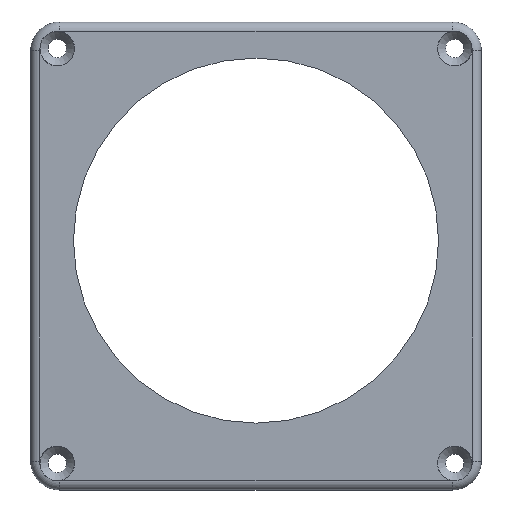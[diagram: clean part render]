
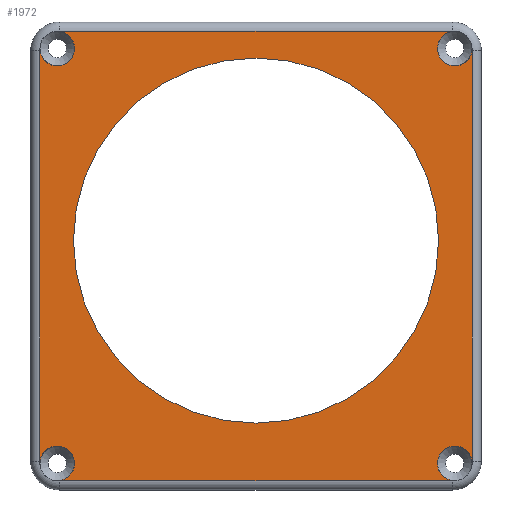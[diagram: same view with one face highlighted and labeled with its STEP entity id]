
A CAD part, top view. The second image highlights one B-rep face of the part: STEP entity #1972.
In plain terms, the highlighted planar face has unit normal (0, 0, 1).
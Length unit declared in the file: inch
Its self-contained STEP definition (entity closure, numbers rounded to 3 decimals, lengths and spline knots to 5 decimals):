
#30=FACE_BOUND('',#210,.T.);
#41=PLANE('',#2123);
#100=FACE_OUTER_BOUND('',#209,.T.);
#209=EDGE_LOOP('',(#1367,#1368,#1369,#1370,#1371,#1372,#1373,#1374,#1375,
#1376,#1377,#1378,#1379,#1380,#1381,#1382,#1383,#1384));
#210=EDGE_LOOP('',(#1385));
#314=LINE('',#2965,#495);
#315=LINE('',#2996,#496);
#317=LINE('',#3025,#498);
#319=LINE('',#3054,#500);
#495=VECTOR('',#2331,0.3937);
#496=VECTOR('',#2346,0.3937);
#498=VECTOR('',#2362,0.3937);
#500=VECTOR('',#2378,0.3937);
#674=CIRCLE('',#2084,1.58);
#677=CIRCLE('',#2089,0.17);
#680=CIRCLE('',#2092,0.17);
#682=CIRCLE('',#2096,0.17);
#685=CIRCLE('',#2099,0.17);
#687=CIRCLE('',#2103,0.17);
#690=CIRCLE('',#2106,0.17);
#692=CIRCLE('',#2110,0.17);
#694=CIRCLE('',#2112,0.17);
#697=CIRCLE('',#2120,0.15);
#699=CIRCLE('',#2122,0.15);
#700=CIRCLE('',#2124,0.15);
#701=CIRCLE('',#2125,0.15);
#702=CIRCLE('',#2126,0.15);
#703=CIRCLE('',#2127,0.15);
#794=VERTEX_POINT('',#2954);
#795=VERTEX_POINT('',#2958);
#798=VERTEX_POINT('',#2963);
#799=VERTEX_POINT('',#2967);
#801=VERTEX_POINT('',#2981);
#803=VERTEX_POINT('',#2989);
#805=VERTEX_POINT('',#2994);
#806=VERTEX_POINT('',#2999);
#807=VERTEX_POINT('',#3000);
#809=VERTEX_POINT('',#3018);
#811=VERTEX_POINT('',#3023);
#812=VERTEX_POINT('',#3028);
#813=VERTEX_POINT('',#3029);
#815=VERTEX_POINT('',#3047);
#817=VERTEX_POINT('',#3052);
#818=VERTEX_POINT('',#3057);
#820=VERTEX_POINT('',#3063);
#826=VERTEX_POINT('',#3098);
#828=VERTEX_POINT('',#3107);
#994=EDGE_CURVE('',#794,#794,#674,.T.);
#998=EDGE_CURVE('',#798,#795,#314,.T.);
#1001=EDGE_CURVE('',#801,#798,#677,.T.);
#1004=EDGE_CURVE('',#803,#799,#680,.T.);
#1006=EDGE_CURVE('',#805,#803,#315,.T.);
#1009=EDGE_CURVE('',#807,#805,#682,.T.);
#1012=EDGE_CURVE('',#809,#806,#685,.T.);
#1014=EDGE_CURVE('',#811,#809,#317,.T.);
#1017=EDGE_CURVE('',#813,#811,#687,.T.);
#1020=EDGE_CURVE('',#815,#812,#690,.T.);
#1022=EDGE_CURVE('',#817,#815,#319,.T.);
#1026=EDGE_CURVE('',#820,#817,#692,.T.);
#1028=EDGE_CURVE('',#795,#818,#694,.T.);
#1038=EDGE_CURVE('',#826,#812,#697,.T.);
#1041=EDGE_CURVE('',#813,#826,#699,.T.);
#1042=EDGE_CURVE('',#820,#818,#700,.T.);
#1043=EDGE_CURVE('',#801,#799,#701,.T.);
#1044=EDGE_CURVE('',#807,#828,#702,.T.);
#1045=EDGE_CURVE('',#828,#806,#703,.T.);
#1367=ORIENTED_EDGE('',*,*,#1012,.F.);
#1368=ORIENTED_EDGE('',*,*,#1014,.F.);
#1369=ORIENTED_EDGE('',*,*,#1017,.F.);
#1370=ORIENTED_EDGE('',*,*,#1041,.T.);
#1371=ORIENTED_EDGE('',*,*,#1038,.T.);
#1372=ORIENTED_EDGE('',*,*,#1020,.F.);
#1373=ORIENTED_EDGE('',*,*,#1022,.F.);
#1374=ORIENTED_EDGE('',*,*,#1026,.F.);
#1375=ORIENTED_EDGE('',*,*,#1042,.T.);
#1376=ORIENTED_EDGE('',*,*,#1028,.F.);
#1377=ORIENTED_EDGE('',*,*,#998,.F.);
#1378=ORIENTED_EDGE('',*,*,#1001,.F.);
#1379=ORIENTED_EDGE('',*,*,#1043,.T.);
#1380=ORIENTED_EDGE('',*,*,#1004,.F.);
#1381=ORIENTED_EDGE('',*,*,#1006,.F.);
#1382=ORIENTED_EDGE('',*,*,#1009,.F.);
#1383=ORIENTED_EDGE('',*,*,#1044,.T.);
#1384=ORIENTED_EDGE('',*,*,#1045,.T.);
#1385=ORIENTED_EDGE('',*,*,#994,.T.);
#1972=ADVANCED_FACE('',(#100,#30),#41,.T.);
#2084=AXIS2_PLACEMENT_3D('',#2956,#2322,#2323);
#2089=AXIS2_PLACEMENT_3D('',#2986,#2334,#2335);
#2092=AXIS2_PLACEMENT_3D('',#2991,#2340,#2341);
#2096=AXIS2_PLACEMENT_3D('',#3015,#2350,#2351);
#2099=AXIS2_PLACEMENT_3D('',#3020,#2356,#2357);
#2103=AXIS2_PLACEMENT_3D('',#3044,#2366,#2367);
#2106=AXIS2_PLACEMENT_3D('',#3049,#2372,#2373);
#2110=AXIS2_PLACEMENT_3D('',#3076,#2382,#2383);
#2112=AXIS2_PLACEMENT_3D('',#3078,#2386,#2387);
#2120=AXIS2_PLACEMENT_3D('',#3099,#2409,#2410);
#2122=AXIS2_PLACEMENT_3D('',#3103,#2414,#2415);
#2123=AXIS2_PLACEMENT_3D('',#3104,#2416,#2417);
#2124=AXIS2_PLACEMENT_3D('',#3105,#2418,#2419);
#2125=AXIS2_PLACEMENT_3D('',#3106,#2420,#2421);
#2126=AXIS2_PLACEMENT_3D('',#3108,#2422,#2423);
#2127=AXIS2_PLACEMENT_3D('',#3109,#2424,#2425);
#2322=DIRECTION('center_axis',(0.,0.,-1.));
#2323=DIRECTION('ref_axis',(1.,0.,0.));
#2331=DIRECTION('',(0.,1.,0.));
#2334=DIRECTION('center_axis',(0.,0.,-1.));
#2335=DIRECTION('ref_axis',(-0.707,-0.707,0.));
#2340=DIRECTION('center_axis',(0.,0.,-1.));
#2341=DIRECTION('ref_axis',(-0.707,-0.707,0.));
#2346=DIRECTION('',(-1.,0.,0.));
#2350=DIRECTION('center_axis',(0.,0.,-1.));
#2351=DIRECTION('ref_axis',(0.707,-0.707,0.));
#2356=DIRECTION('center_axis',(0.,0.,-1.));
#2357=DIRECTION('ref_axis',(0.707,-0.707,0.));
#2362=DIRECTION('',(0.,-1.,0.));
#2366=DIRECTION('center_axis',(0.,0.,-1.));
#2367=DIRECTION('ref_axis',(0.707,0.707,0.));
#2372=DIRECTION('center_axis',(0.,0.,-1.));
#2373=DIRECTION('ref_axis',(0.707,0.707,0.));
#2378=DIRECTION('',(1.,0.,0.));
#2382=DIRECTION('center_axis',(0.,0.,-1.));
#2383=DIRECTION('ref_axis',(-0.707,0.707,0.));
#2386=DIRECTION('center_axis',(0.,0.,-1.));
#2387=DIRECTION('ref_axis',(-0.707,0.707,0.));
#2409=DIRECTION('center_axis',(0.,0.,-1.));
#2410=DIRECTION('ref_axis',(1.,0.,0.));
#2414=DIRECTION('center_axis',(0.,0.,-1.));
#2415=DIRECTION('ref_axis',(1.,0.,0.));
#2416=DIRECTION('center_axis',(0.,0.,1.));
#2417=DIRECTION('ref_axis',(1.,0.,0.));
#2418=DIRECTION('center_axis',(0.,0.,-1.));
#2419=DIRECTION('ref_axis',(1.,0.,0.));
#2420=DIRECTION('center_axis',(0.,0.,-1.));
#2421=DIRECTION('ref_axis',(1.,0.,0.));
#2422=DIRECTION('center_axis',(0.,0.,-1.));
#2423=DIRECTION('ref_axis',(1.,0.,0.));
#2424=DIRECTION('center_axis',(0.,0.,-1.));
#2425=DIRECTION('ref_axis',(1.,0.,0.));
#2954=CARTESIAN_POINT('',(0.37,2.158,0.285));
#2956=CARTESIAN_POINT('Origin',(1.95,2.158,0.285));
#2958=CARTESIAN_POINT('',(0.08,3.8,0.285));
#2963=CARTESIAN_POINT('',(0.08,0.25,0.285));
#2965=CARTESIAN_POINT('',(0.08,2.9125,0.285));
#2967=CARTESIAN_POINT('',(0.23969,0.08031,0.285));
#2981=CARTESIAN_POINT('',(0.08031,0.23969,0.285));
#2986=CARTESIAN_POINT('Origin',(0.25,0.25,0.285));
#2989=CARTESIAN_POINT('',(0.25,0.08,0.285));
#2991=CARTESIAN_POINT('Origin',(0.25,0.25,0.285));
#2994=CARTESIAN_POINT('',(3.65,0.08,0.285));
#2996=CARTESIAN_POINT('',(1.1,0.08,0.285));
#2999=CARTESIAN_POINT('',(3.81969,0.23969,0.285));
#3000=CARTESIAN_POINT('',(3.66031,0.08031,0.285));
#3015=CARTESIAN_POINT('Origin',(3.65,0.25,0.285));
#3018=CARTESIAN_POINT('',(3.82,0.25,0.285));
#3020=CARTESIAN_POINT('Origin',(3.65,0.25,0.285));
#3023=CARTESIAN_POINT('',(3.82,3.8,0.285));
#3025=CARTESIAN_POINT('',(3.82,1.1375,0.285));
#3028=CARTESIAN_POINT('',(3.66031,3.96969,0.285));
#3029=CARTESIAN_POINT('',(3.81969,3.81031,0.285));
#3044=CARTESIAN_POINT('Origin',(3.65,3.8,0.285));
#3047=CARTESIAN_POINT('',(3.65,3.97,0.285));
#3049=CARTESIAN_POINT('Origin',(3.65,3.8,0.285));
#3052=CARTESIAN_POINT('',(0.25,3.97,0.285));
#3054=CARTESIAN_POINT('',(2.8,3.97,0.285));
#3057=CARTESIAN_POINT('',(0.08031,3.81031,0.285));
#3063=CARTESIAN_POINT('',(0.23969,3.96969,0.285));
#3076=CARTESIAN_POINT('Origin',(0.25,3.8,0.285));
#3078=CARTESIAN_POINT('Origin',(0.25,3.8,0.285));
#3098=CARTESIAN_POINT('',(3.52,3.82,0.285));
#3099=CARTESIAN_POINT('Origin',(3.67,3.82,0.285));
#3103=CARTESIAN_POINT('Origin',(3.67,3.82,0.285));
#3104=CARTESIAN_POINT('Origin',(1.95,2.025,0.285));
#3105=CARTESIAN_POINT('Origin',(0.23,3.82,0.285));
#3106=CARTESIAN_POINT('Origin',(0.23,0.23,0.285));
#3107=CARTESIAN_POINT('',(3.52,0.23,0.285));
#3108=CARTESIAN_POINT('Origin',(3.67,0.23,0.285));
#3109=CARTESIAN_POINT('Origin',(3.67,0.23,0.285));
